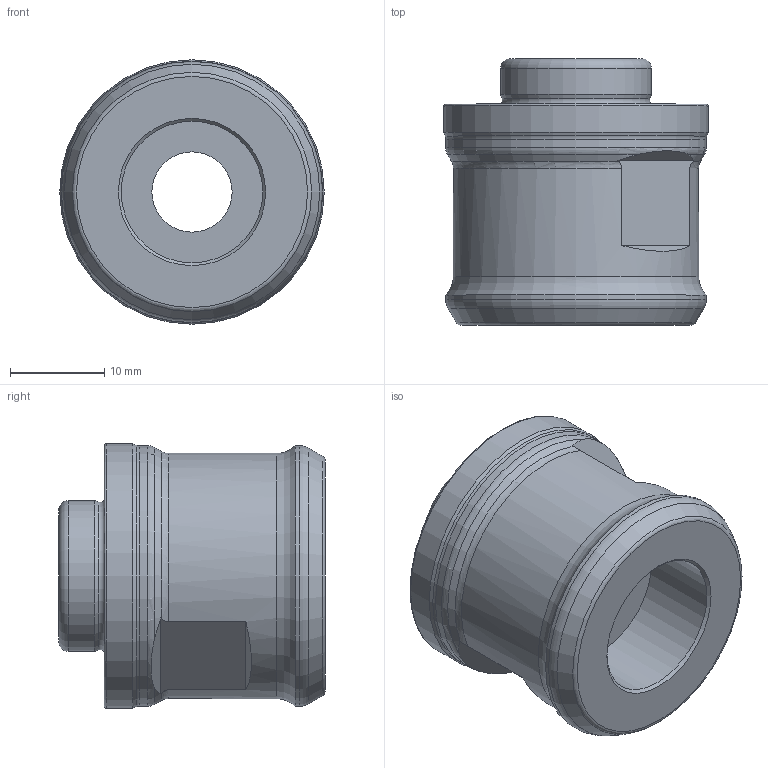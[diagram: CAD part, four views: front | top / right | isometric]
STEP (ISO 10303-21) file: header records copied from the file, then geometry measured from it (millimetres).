
FILE_DESCRIPTION (( 'STEP AP214' ), '1' );
FILE_NAME ('STARK_9000 103_A.STEP', '2018-12-04T09:09:25', ( '' ), ( '' ), 'SwSTEP 2.0', 'SolidWorks 2017', '' );
FILE_SCHEMA (( 'AUTOMOTIVE_DESIGN' ));
Length unit declared in the file: millimetre
Products named in the file (1): STARK_9000 103_A
Bounding box: 28 x 28.2 x 28 mm (x, y, z)
Volume: 11002.4 mm3; surface area: 4171.6 mm2
Topology: 1 solids, 1 shells, 37 faces, 83 edges, 50 vertices
Faces by surface type: torus 11, plane 10, cone 8, cylinder 8
Full cylindrical faces by diameter (mm): 8.5 x1, 10.2 x1, 15 x1, 16 x1, 25.985 x1, 27.6 x2, 28 x1
Entity records: 1082 total; most frequent: CARTESIAN_POINT 220, DIRECTION 148, ORIENTED_EDGE 112, AXIS2_PLACEMENT_3D 70, EDGE_LOOP 64, EDGE_CURVE 56, FACE_OUTER_BOUND 54, VERTEX_POINT 46
